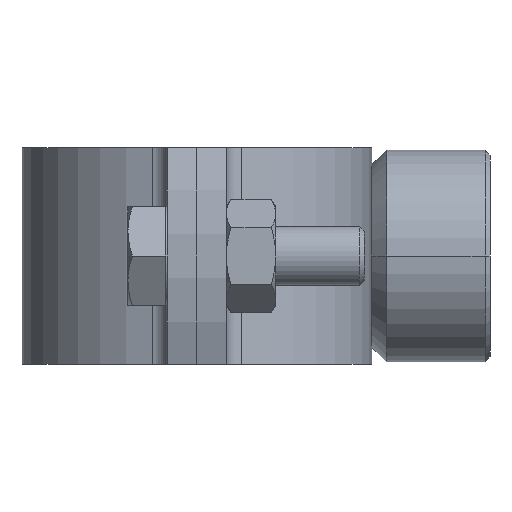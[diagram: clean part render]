
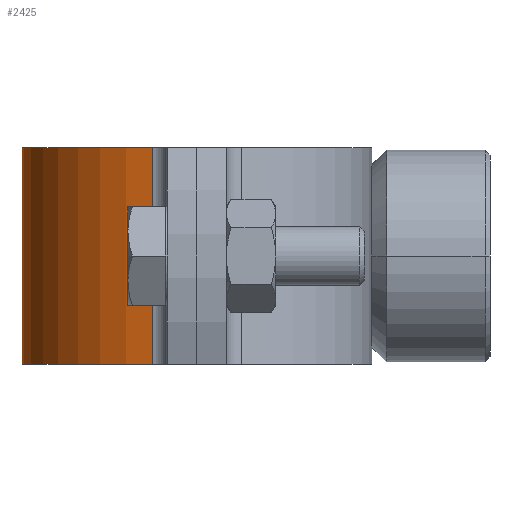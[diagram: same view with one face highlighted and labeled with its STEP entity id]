
A CAD part, left-side view. The second image highlights one B-rep face of the part: STEP entity #2425.
In plain terms, the highlighted cylindrical face has radius 17.75 mm (diameter 35.5 mm), a partial arc.
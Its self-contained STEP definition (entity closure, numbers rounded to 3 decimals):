
#89 = CIRCLE ( 'NONE', #1427, 17.75 ) ;
#116 = DIRECTION ( 'NONE',  ( 1., 0., 0. ) ) ;
#143 = DIRECTION ( 'NONE',  ( 0., 0., 1. ) ) ;
#152 = CARTESIAN_POINT ( 'NONE',  ( 0., 0., -11. ) ) ;
#420 = VERTEX_POINT ( 'NONE', #1914 ) ;
#561 = EDGE_CURVE ( 'NONE', #1959, #420, #89, .T. ) ;
#740 = CIRCLE ( 'NONE', #2449, 17.75 ) ;
#832 = ORIENTED_EDGE ( 'NONE', *, *, #561, .T. ) ;
#842 = EDGE_CURVE ( 'NONE', #2272, #420, #2153, .T. ) ;
#951 = ORIENTED_EDGE ( 'NONE', *, *, #1737, .T. ) ;
#952 = VECTOR ( 'NONE', #2953, 1000. ) ;
#964 = ORIENTED_EDGE ( 'NONE', *, *, #1977, .F. ) ;
#972 = ORIENTED_EDGE ( 'NONE', *, *, #842, .F. ) ;
#1158 = VERTEX_POINT ( 'NONE', #1357 ) ;
#1336 = CARTESIAN_POINT ( 'NONE',  ( 17.172, -4.494, 11. ) ) ;
#1357 = CARTESIAN_POINT ( 'NONE',  ( -17.172, -4.494, 11. ) ) ;
#1427 = AXIS2_PLACEMENT_3D ( 'NONE', #152, #143, #116 ) ;
#1737 = EDGE_CURVE ( 'NONE', #1158, #1959, #2975, .T. ) ;
#1914 = CARTESIAN_POINT ( 'NONE',  ( 17.172, -4.494, -11. ) ) ;
#1959 = VERTEX_POINT ( 'NONE', #2239 ) ;
#1977 = EDGE_CURVE ( 'NONE', #1158, #2272, #740, .T. ) ;
#2040 = VECTOR ( 'NONE', #2134, 1000. ) ;
#2134 = DIRECTION ( 'NONE',  ( 0., 0., -1. ) ) ;
#2138 = CARTESIAN_POINT ( 'NONE',  ( 17.172, -4.494, 11. ) ) ;
#2153 = LINE ( 'NONE', #2138, #2040 ) ;
#2162 = DIRECTION ( 'NONE',  ( 1., 0., 0. ) ) ;
#2174 = DIRECTION ( 'NONE',  ( 0., 0., 1. ) ) ;
#2178 = CARTESIAN_POINT ( 'NONE',  ( 0., 0., 11. ) ) ;
#2239 = CARTESIAN_POINT ( 'NONE',  ( -17.172, -4.494, -11. ) ) ;
#2246 = EDGE_LOOP ( 'NONE', ( #832, #972, #964, #951 ) ) ;
#2272 = VERTEX_POINT ( 'NONE', #1336 ) ;
#2425 = ADVANCED_FACE ( 'NONE', ( #2580 ), #2579, .T. ) ;
#2449 = AXIS2_PLACEMENT_3D ( 'NONE', #2178, #2174, #2162 ) ;
#2561 = DIRECTION ( 'NONE',  ( -1., 0., 0. ) ) ;
#2570 = DIRECTION ( 'NONE',  ( 0., 0., -1. ) ) ;
#2574 = CARTESIAN_POINT ( 'NONE',  ( 0., 0., 11. ) ) ;
#2579 = CYLINDRICAL_SURFACE ( 'NONE', #3113, 17.75 ) ;
#2580 = FACE_OUTER_BOUND ( 'NONE', #2246, .T. ) ;
#2953 = DIRECTION ( 'NONE',  ( 0., 0., -1. ) ) ;
#2959 = CARTESIAN_POINT ( 'NONE',  ( -17.172, -4.494, 11. ) ) ;
#2975 = LINE ( 'NONE', #2959, #952 ) ;
#3113 = AXIS2_PLACEMENT_3D ( 'NONE', #2574, #2570, #2561 ) ;
